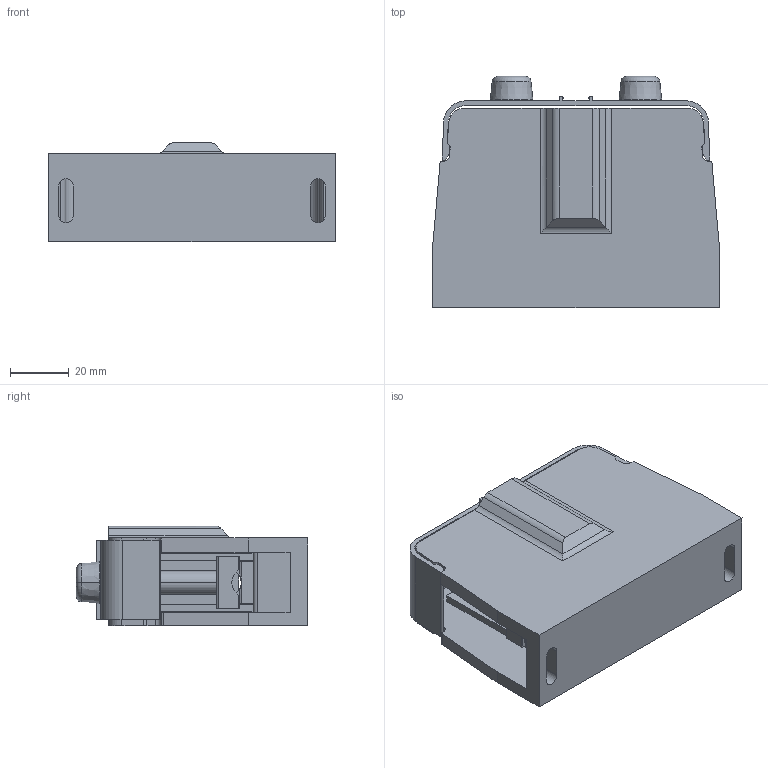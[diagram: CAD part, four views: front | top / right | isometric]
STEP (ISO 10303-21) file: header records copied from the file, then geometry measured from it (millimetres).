
FILE_DESCRIPTION((''),'2;1');
FILE_NAME('UJFX2-70_3P_ASM','2024-01-24T',('dell'),(''),'PRO/ENGINEER BY PARAMETRIC TECHNOLOGY CORPORATION, 2013230','PRO/ENGINEER BY PARAMETRIC TECHNOLOGY CORPORATION, 2013230','');
FILE_SCHEMA(('AUTOMOTIVE_DESIGN { 1 0 10303 214 1 1 1 1 }'));
Length unit declared in the file: millimetre
Products named in the file (1): UJFX2-70_3P_ASM
Bounding box: 98 x 79 x 34 mm (x, y, z)
Volume: 134116.4 mm3; surface area: 57513.6 mm2
Topology: 1 solids, 1 shells, 688 faces, 2128 edges, 1397 vertices
Faces by surface type: plane 419, cylinder 241, torus 16, cone 12
Entity records: 24688 total; most frequent: CARTESIAN_POINT 5919, ORIENTED_EDGE 4256, DIRECTION 3487, EDGE_CURVE 2128, VECTOR 1513, LINE 1513, VERTEX_POINT 1397, AXIS2_PLACEMENT_3D 987
